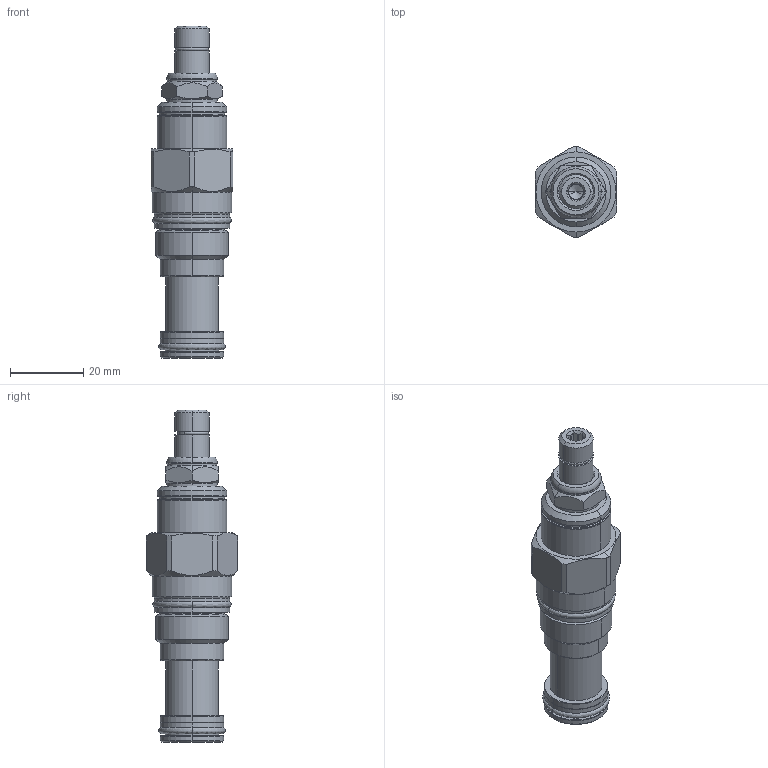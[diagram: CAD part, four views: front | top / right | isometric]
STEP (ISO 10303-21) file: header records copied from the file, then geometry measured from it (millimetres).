
FILE_DESCRIPTION((''),'2;1');
FILE_NAME('RPEE-LAN_PRT','2013-03-13T',('Administrator'),(''),'PRO/ENGINEER BY PARAMETRIC TECHNOLOGY CORPORATION, 2006240','PRO/ENGINEER BY PARAMETRIC TECHNOLOGY CORPORATION, 2006240','');
FILE_SCHEMA(('CONFIG_CONTROL_DESIGN'));
Length unit declared in the file: inch
Products named in the file (1): RPEE-LAN_PRT
Bounding box: 22.23 x 24.84 x 90.5 mm (x, y, z)
Volume: 21722.6 mm3; surface area: 7021.3 mm2
Topology: 3 solids, 4 shells, 171 faces, 390 edges, 237 vertices
Faces by surface type: cylinder 53, plane 51, cone 36, torus 23, revolution 8
Entity records: 5860 total; most frequent: CARTESIAN_POINT 1910, DIRECTION 872, ORIENTED_EDGE 776, EDGE_CURVE 388, AXIS2_PLACEMENT_3D 365, VERTEX_POINT 237, CIRCLE 202, EDGE_LOOP 189
